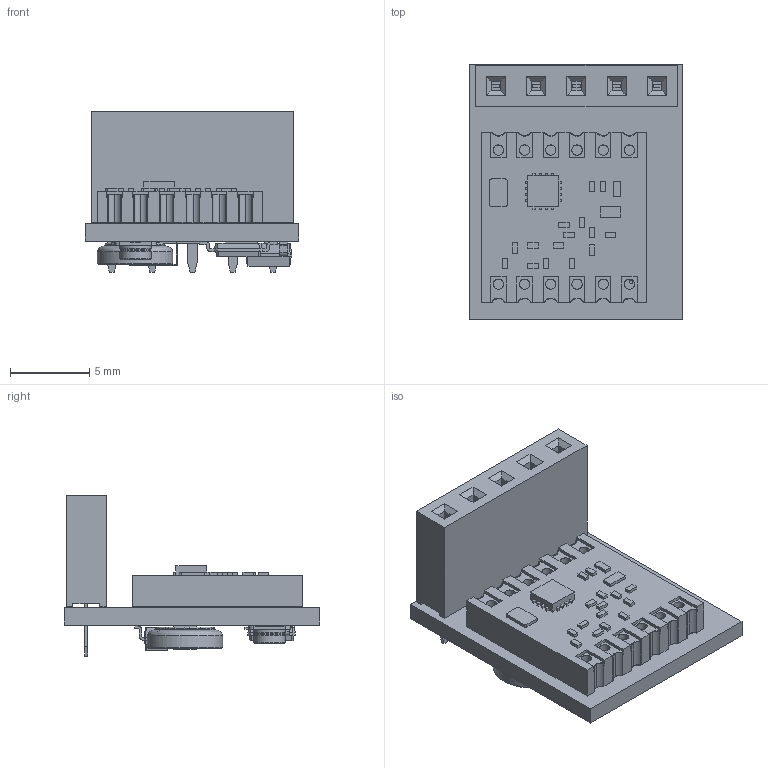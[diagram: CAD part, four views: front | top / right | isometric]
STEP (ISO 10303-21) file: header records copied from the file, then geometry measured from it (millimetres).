
FILE_DESCRIPTION(('KiCad electronic assembly'),'2;1');
FILE_NAME('GPS_Module.step','2023-12-26T07:02:40',('Pcbnew'),('Kicad'), 'Open CASCADE STEP processor 7.6','KiCad to STEP converter','Unknown' );
FILE_SCHEMA(('AUTOMOTIVE_DESIGN { 1 0 10303 214 1 1 1 1 }'));
Length unit declared in the file: millimetre
Products named in the file (14): GPS_Module 1; PinSocket_1x05_P2.54mm_Vertical; SOLID; ZETA-433-SO_SMD; MSOP-8-1EP_3x3mm_P0.65mm_EP1.68x1.88mm; SOT-23-5; BatteryHolder_Seiko_MS621F; U.FL_Hirose_U.FL-R-SMT-1_Vertical; GPS_Module PCB
Assembly tree (13 placements, depth 3):
  GPS_Module 1
    PinSocket_1x05_P2.54mm_Vertical
      SOLID
    ZETA-433-SO_SMD
      SOLID
    MSOP-8-1EP_3x3mm_P0.65mm_EP1.68x1.88mm
      SOLID
    SOT-23-5
      SOLID
    BatteryHolder_Seiko_MS621F
      SOLID
    U.FL_Hirose_U.FL-R-SMT-1_Vertical
      SOLID
    GPS_Module PCB
Bounding box: 13.46 x 16.13 x 10.1 mm (x, y, z)
Volume: 698.4 mm3; surface area: 1418.2 mm2
Topology: 7 solids, 7 shells, 865 faces, 2272 edges, 1460 vertices
Faces by surface type: bspline 850, cylinder 9, plane 6
Full cylindrical faces by diameter (mm): 0.2 x4, 1 x5
Entity records: 56741 total; most frequent: CARTESIAN_POINT 20860, B_SPLINE_CURVE_WITH_KNOTS 6093, ORIENTED_EDGE 4542, PCURVE 4542, DEFINITIONAL_REPRESENTATION 4542, EDGE_CURVE 2271, SURFACE_CURVE 2233, VERTEX_POINT 1460
